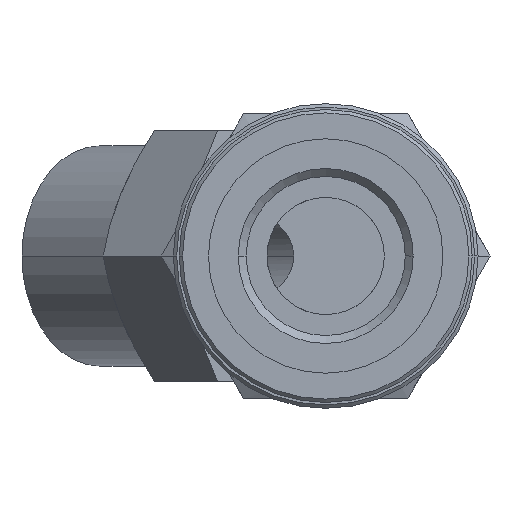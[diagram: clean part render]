
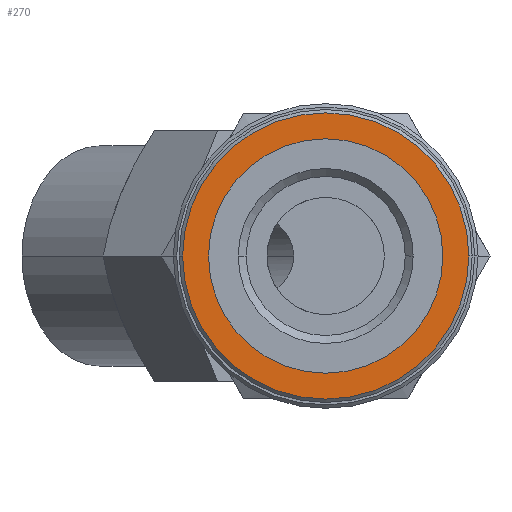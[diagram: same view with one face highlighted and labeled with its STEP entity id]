
A CAD part, front view. The second image highlights one B-rep face of the part: STEP entity #270.
In plain terms, the highlighted planar face has unit normal (0, -1, 0).
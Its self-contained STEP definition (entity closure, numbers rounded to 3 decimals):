
#270=ADVANCED_FACE('',(#553,#554),#555,.T.);
#553=FACE_BOUND('',#840,.T.);
#554=FACE_OUTER_BOUND('',#841,.T.);
#555=PLANE('',#842);
#840=EDGE_LOOP('',(#1550,#1551));
#841=EDGE_LOOP('',(#1552,#1553));
#842=AXIS2_PLACEMENT_3D('',#1554,#1555,#1556);
#1550=ORIENTED_EDGE('',*,*,#1759,.T.);
#1551=ORIENTED_EDGE('',*,*,#1918,.T.);
#1552=ORIENTED_EDGE('',*,*,#1679,.F.);
#1553=ORIENTED_EDGE('',*,*,#1919,.F.);
#1554=CARTESIAN_POINT('',(-4.275,0.1,0.));
#1555=DIRECTION('',(0.,-1.0,0.));
#1556=DIRECTION('',(1.0,0.,0.));
#1679=EDGE_CURVE('',#1998,#2001,#2002,.T.);
#1759=EDGE_CURVE('',#2130,#2128,#2131,.T.);
#1918=EDGE_CURVE('',#2128,#2130,#2332,.T.);
#1919=EDGE_CURVE('',#2001,#1998,#2333,.T.);
#1998=VERTEX_POINT('',#2467);
#2001=VERTEX_POINT('',#2471);
#2002=CIRCLE('',#2472,8.55);
#2128=VERTEX_POINT('',#2805);
#2130=VERTEX_POINT('',#2808);
#2131=CIRCLE('',#2809,7.0);
#2332=CIRCLE('',#3285,7.0);
#2333=CIRCLE('',#3286,8.55);
#2467=CARTESIAN_POINT('',(-8.55,0.1,0.));
#2471=CARTESIAN_POINT('',(8.55,0.1,0.));
#2472=AXIS2_PLACEMENT_3D('',#3356,#3357,#3358);
#2805=CARTESIAN_POINT('',(-7.0,0.1,0.));
#2808=CARTESIAN_POINT('',(7.0,0.1,0.0));
#2809=AXIS2_PLACEMENT_3D('',#3452,#3453,#3454);
#3285=AXIS2_PLACEMENT_3D('',#3637,#3638,#3639);
#3286=AXIS2_PLACEMENT_3D('',#3640,#3641,#3642);
#3356=CARTESIAN_POINT('',(0.0,0.1,0.0));
#3357=DIRECTION('',(0.0,1.0,0.0));
#3358=DIRECTION('',(-1.0,0.0,0.));
#3452=CARTESIAN_POINT('',(0.0,0.1,0.0));
#3453=DIRECTION('',(0.,1.0,0.));
#3454=DIRECTION('',(-1.0,0.,0.));
#3637=CARTESIAN_POINT('',(0.0,0.1,0.0));
#3638=DIRECTION('',(0.,1.0,0.));
#3639=DIRECTION('',(-1.0,0.,0.));
#3640=CARTESIAN_POINT('',(0.0,0.1,0.0));
#3641=DIRECTION('',(0.0,1.0,0.0));
#3642=DIRECTION('',(-1.0,0.0,0.));
